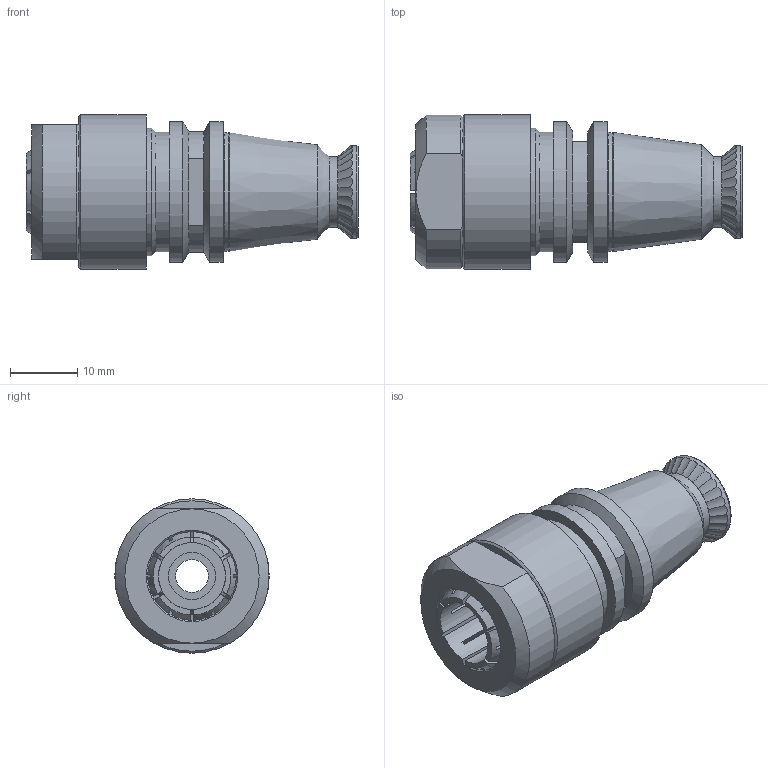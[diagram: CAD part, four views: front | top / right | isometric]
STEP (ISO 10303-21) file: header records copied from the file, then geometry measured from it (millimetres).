
FILE_DESCRIPTION(/* description */ ('Aufnahme vst'),/* implementation_level */ '2;1');
FILE_NAME(/* name */ '60063545.stp',/* time_stamp */ '2019-10-31T13:18:19+01:00',/* author */ ('flambert'),/* organization */ (''),/* preprocessor_version */ 'ST-DEVELOPER v17',/* originating_system */ 'Autodesk Inventor 2018',/* authorisation */ '');
FILE_SCHEMA (('AUTOMOTIVE_DESIGN { 1 0 10303 214 3 1 1 }'));
Length unit declared in the file: millimetre
Products named in the file (4): 60063545; 60050243; 29701563; 9369852
Assembly tree (3 placements, depth 2):
  60063545
    60050243
    29701563
    9369852
Bounding box: 49.47 x 23 x 23 mm (x, y, z)
Volume: 10394.5 mm3; surface area: 9897.9 mm2
Topology: 3 solids, 3 shells, 217 faces, 595 edges, 388 vertices
Faces by surface type: plane 108, cylinder 70, cone 37, torus 2
Full cylindrical faces by diameter (mm): 4.917 x1, 7 x1, 10 x1, 10.5 x2, 13.2 x1, 13.8 x1, 17.8 x1, 17.917 x1, 19 x2, 21 x2, 23 x1
Entity records: 7403 total; most frequent: CARTESIAN_POINT 1703, DIRECTION 1241, ORIENTED_EDGE 1190, EDGE_CURVE 595, AXIS2_PLACEMENT_3D 534, VERTEX_POINT 388, EDGE_LOOP 227, CIRCLE 226
